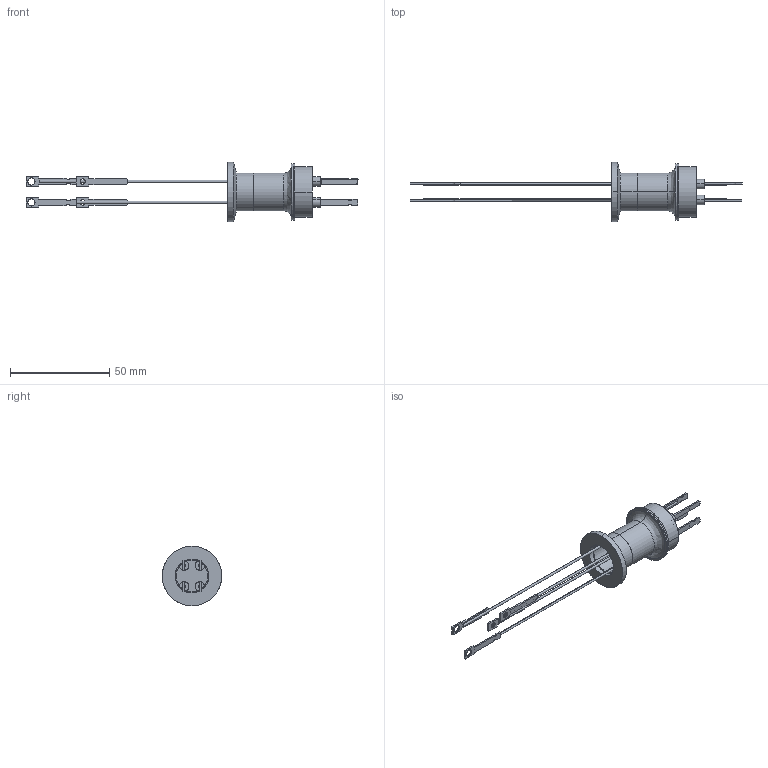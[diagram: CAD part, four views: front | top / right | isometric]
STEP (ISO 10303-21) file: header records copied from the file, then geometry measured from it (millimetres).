
FILE_DESCRIPTION (( 'STEP AP214' ), '1' );
FILE_NAME ('262-TCK-2-K16.STEP', '2013-06-27T11:07:22', ( 'allectra' ), ( 'Microsoft' ), 'SwSTEP 2.0', 'SolidWorks 2013', '' );
FILE_SCHEMA (( 'AUTOMOTIVE_DESIGN' ));
Length unit declared in the file: millimetre
Products named in the file (1): 262-TCK-2-K16
Bounding box: 167 x 29.97 x 29.97 mm (x, y, z)
Surface area: 10418.2 mm2 (no closed solid volume)
Topology: 0 solids, 171 shells, 196 faces, 901 edges, 876 vertices
Faces by surface type: cylinder 103, plane 89, cone 2, bspline 2
Entity records: 16696 total; most frequent: CARTESIAN_POINT 7588, DIRECTION 1367, ORIENTED_EDGE 926, EDGE_CURVE 901, VERTEX_POINT 876, VECTOR 541, LINE 541, AXIS2_PLACEMENT_3D 413
